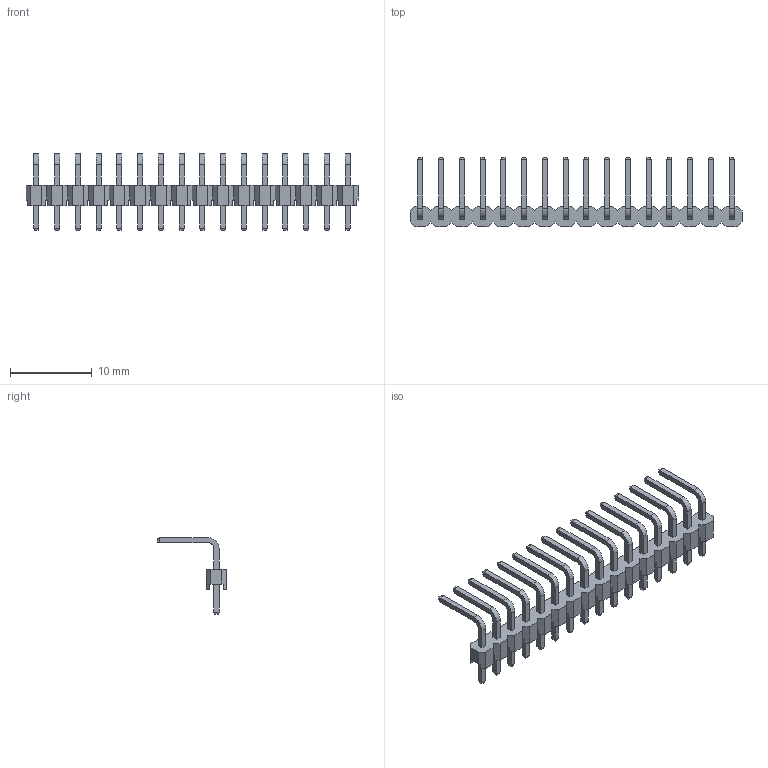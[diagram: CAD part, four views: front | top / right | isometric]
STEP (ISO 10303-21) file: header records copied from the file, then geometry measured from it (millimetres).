
FILE_DESCRIPTION(('STEP AP214'), '1');
FILE_NAME('PLS-RU', '', ('UNSPECIFIED'), ('UNSPECIFIED'), 'ASCON STEP Converter 1.6', 'ASCON Math Kernel', '');
FILE_SCHEMA(('AUTOMOTIVE_DESIGN { 1 0 10303 214 3 1 1}'));
Length unit declared in the file: millimetre
Bounding box: 40.64 x 8.52 x 9.39 mm (x, y, z)
Volume: 274.5 mm3; surface area: 1039.8 mm2
Topology: 1 solids, 1 shells, 516 faces, 1318 edges, 836 vertices
Faces by surface type: plane 484, cylinder 32
Entity records: 19330 total; most frequent: CARTESIAN_POINT 2671, ORIENTED_EDGE 2636, DIRECTION 2416, EDGE_CURVE 1318, LINE 1254, VECTOR 1254, VERTEX_POINT 836, AXIS2_PLACEMENT_3D 581
